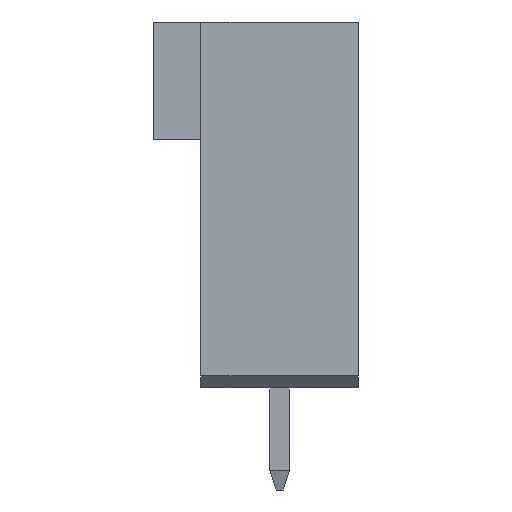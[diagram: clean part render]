
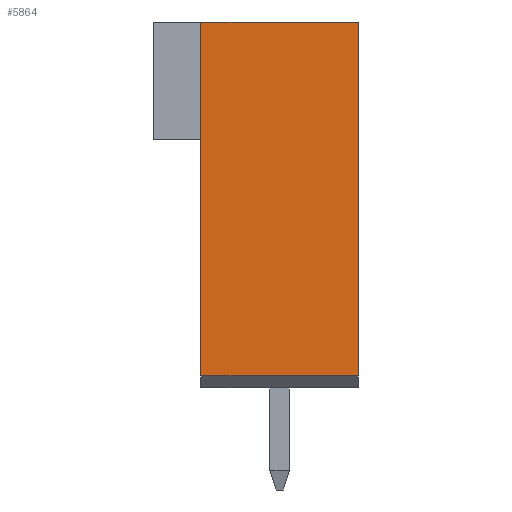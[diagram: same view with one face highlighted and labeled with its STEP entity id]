
A CAD part, left-side view. The second image highlights one B-rep face of the part: STEP entity #5864.
In plain terms, the highlighted planar face has unit normal (-1, 0, 0).
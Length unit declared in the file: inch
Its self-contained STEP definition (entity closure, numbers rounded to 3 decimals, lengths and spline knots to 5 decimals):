
#1=DIRECTION('',(0.,-1.,0.));
#2=VECTOR('',#1,0.2);
#3=CARTESIAN_POINT('',(-1.25,0.1,0.15));
#4=LINE('',#3,#2);
#5=DIRECTION('',(0.,0.,-1.));
#6=VECTOR('',#5,0.45);
#7=CARTESIAN_POINT('',(-1.25,-0.1,0.15));
#8=LINE('',#7,#6);
#9=DIRECTION('',(0.,1.,0.));
#10=VECTOR('',#9,0.2);
#11=CARTESIAN_POINT('',(-1.25,-0.1,-0.3));
#12=LINE('',#11,#10);
#45=DIRECTION('',(0.,0.,-1.));
#46=VECTOR('',#45,0.45);
#47=CARTESIAN_POINT('',(-1.25,0.1,0.15));
#48=LINE('',#47,#46);
#4489=CARTESIAN_POINT('',(-1.25,-0.1,0.15));
#4490=CARTESIAN_POINT('',(-1.25,-0.1,-0.3));
#4491=VERTEX_POINT('',#4489);
#4492=VERTEX_POINT('',#4490);
#4493=CARTESIAN_POINT('',(-1.25,0.1,-0.3));
#4494=VERTEX_POINT('',#4493);
#4659=CARTESIAN_POINT('',(-1.25,0.1,0.15));
#4660=VERTEX_POINT('',#4659);
#5849=CARTESIAN_POINT('',(-1.25,0.,0.));
#5850=DIRECTION('',(1.,0.,0.));
#5851=DIRECTION('',(0.,0.,-1.));
#5852=AXIS2_PLACEMENT_3D('',#5849,#5850,#5851);
#5853=PLANE('',#5852);
#5855=ORIENTED_EDGE('',*,*,#5854,.F.);
#5857=ORIENTED_EDGE('',*,*,#5856,.T.);
#5859=ORIENTED_EDGE('',*,*,#5858,.T.);
#5861=ORIENTED_EDGE('',*,*,#5860,.T.);
#5862=EDGE_LOOP('',(#5855,#5857,#5859,#5861));
#5863=FACE_OUTER_BOUND('',#5862,.F.);
#5864=ADVANCED_FACE('',(#5863),#5853,.F.);
#5854=EDGE_CURVE('',#4660,#4494,#48,.T.);
#5856=EDGE_CURVE('',#4660,#4491,#4,.T.);
#5858=EDGE_CURVE('',#4491,#4492,#8,.T.);
#5860=EDGE_CURVE('',#4492,#4494,#12,.T.);
